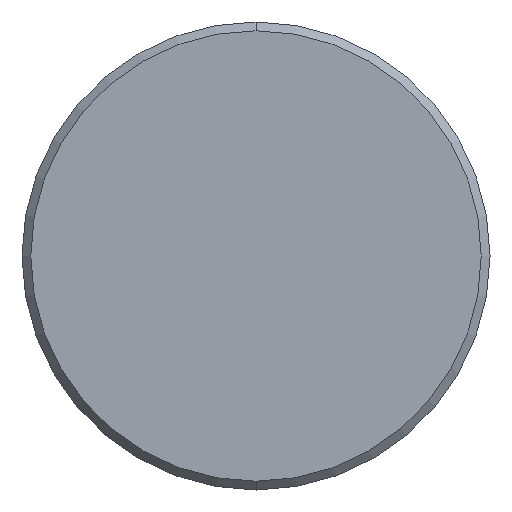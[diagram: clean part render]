
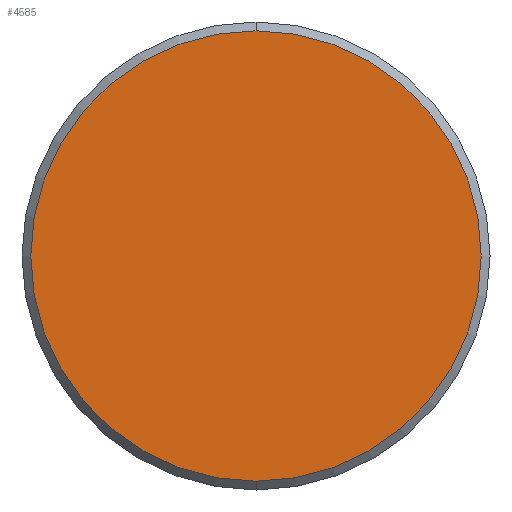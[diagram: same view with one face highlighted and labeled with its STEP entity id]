
A CAD part, front view. The second image highlights one B-rep face of the part: STEP entity #4585.
In plain terms, the highlighted planar face has unit normal (0, -1, 0).
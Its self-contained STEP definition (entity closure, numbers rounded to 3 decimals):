
#34 = EDGE_CURVE ( 'NONE', #2788, #2838, #3982, .T. ) ;
#1496 = CARTESIAN_POINT ( 'NONE',  ( 0., 0., 0. ) ) ;
#1502 = DIRECTION ( 'NONE',  ( 0., -1., 0. ) ) ;
#1503 = DIRECTION ( 'NONE',  ( 0., 0., -1. ) ) ;
#1907 = CARTESIAN_POINT ( 'NONE',  ( 0., 0., -7.7 ) ) ;
#1977 = CARTESIAN_POINT ( 'NONE',  ( 0., 0., 7.7 ) ) ;
#2184 = PLANE ( 'NONE',  #3535 ) ;
#2204 = DIRECTION ( 'NONE',  ( 0., -1., 0. ) ) ;
#2206 = FACE_OUTER_BOUND ( 'NONE', #2989, .T. ) ;
#2213 = DIRECTION ( 'NONE',  ( 0., 0., -1. ) ) ;
#2222 = CARTESIAN_POINT ( 'NONE',  ( 0., 0., 0. ) ) ;
#2788 = VERTEX_POINT ( 'NONE', #1907 ) ;
#2838 = VERTEX_POINT ( 'NONE', #1977 ) ;
#2977 = ORIENTED_EDGE ( 'NONE', *, *, #4768, .T. ) ;
#2989 = EDGE_LOOP ( 'NONE', ( #2977, #3035 ) ) ;
#3035 = ORIENTED_EDGE ( 'NONE', *, *, #34, .T. ) ;
#3274 = CIRCLE ( 'NONE', #3276, 7.7 ) ;
#3276 = AXIS2_PLACEMENT_3D ( 'NONE', #4330, #4334, #4332 ) ;
#3535 = AXIS2_PLACEMENT_3D ( 'NONE', #2222, #2204, #2213 ) ;
#3963 = AXIS2_PLACEMENT_3D ( 'NONE', #1496, #1502, #1503 ) ;
#3982 = CIRCLE ( 'NONE', #3963, 7.7 ) ;
#4330 = CARTESIAN_POINT ( 'NONE',  ( 0., 0., 0. ) ) ;
#4332 = DIRECTION ( 'NONE',  ( 0., 0., -1. ) ) ;
#4334 = DIRECTION ( 'NONE',  ( 0., -1., 0. ) ) ;
#4585 = ADVANCED_FACE ( 'NONE', ( #2206 ), #2184, .T. ) ;
#4768 = EDGE_CURVE ( 'NONE', #2838, #2788, #3274, .T. ) ;
